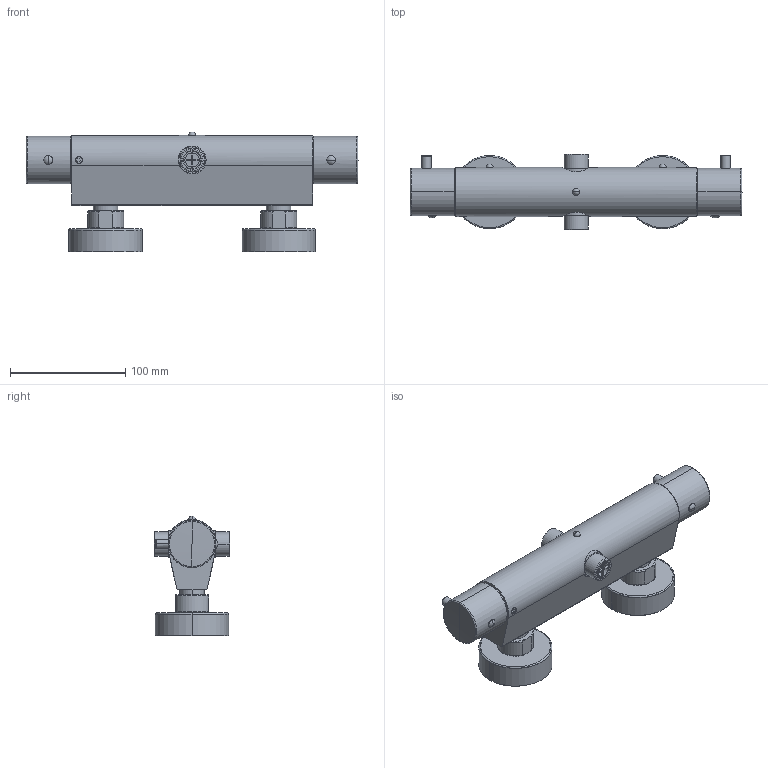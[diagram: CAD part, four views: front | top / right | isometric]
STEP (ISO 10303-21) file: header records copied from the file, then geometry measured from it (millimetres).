
FILE_DESCRIPTION((''),'2;1');
FILE_NAME('LIQ469CR','2021-11-05T17:10:46',('ut3'),('PAFFONI SpA'),'CREO PARAMETRIC BY PTC INC, 2020044','CREO PARAMETRIC BY PTC INC, 2020044','');
FILE_SCHEMA(('CONFIG_CONTROL_DESIGN','SHAPE_APPEARANCE_LAYERS_GROUPS'));
Products named in the file (1): LIQ469CR
Bounding box: 287.75 x 65.5 x 103.96 mm (x, y, z)
Volume: 288187.1 mm3; surface area: 168684.9 mm2
Topology: 4 solids, 4 shells, 2930 faces, 8260 edges, 5190 vertices
Faces by surface type: plane 1855, cylinder 478, bspline 349, cone 162, torus 60, sphere 26
Entity records: 159587 total; most frequent: CARTESIAN_POINT 66611, ORIENTED_EDGE 16396, DIRECTION 10906, EDGE_CURVE 8198, VERTEX_POINT 5190, AXIS2_PLACEMENT_3D 3963, B_SPLINE_CURVE_WITH_KNOTS 3836, FILL_AREA_STYLE_COLOUR 3658
